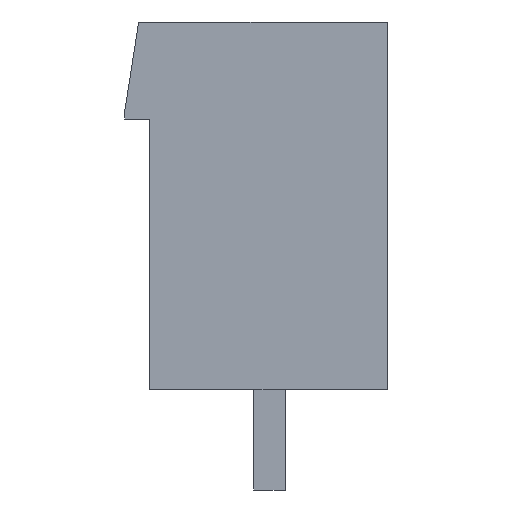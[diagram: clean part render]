
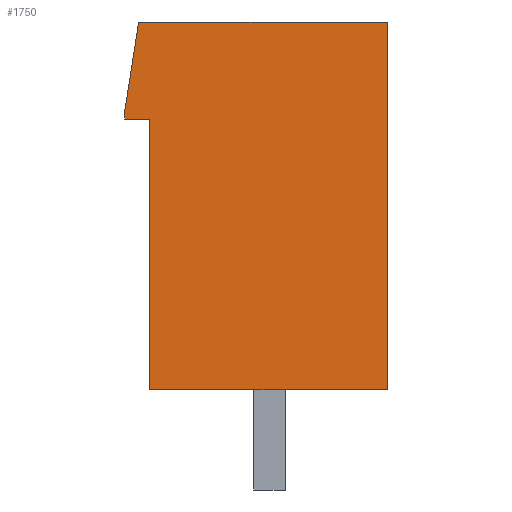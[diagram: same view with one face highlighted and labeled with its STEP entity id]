
A CAD part, left-side view. The second image highlights one B-rep face of the part: STEP entity #1750.
In plain terms, the highlighted planar face has unit normal (-1, 0, 0).
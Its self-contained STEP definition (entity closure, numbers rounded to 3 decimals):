
#1727=AXIS2_PLACEMENT_3D('Plane Axis2P3D',#1724,#1725,#1726) ;
#717=CARTESIAN_POINT('Vertex',(0.,7.95,14.95)) ;
#722=CARTESIAN_POINT('Line Origine',(0.,3.975,14.95)) ;
#726=CARTESIAN_POINT('Vertex',(0.,0.,14.95)) ;
#1429=CARTESIAN_POINT('Vertex',(0.,7.6,11.85)) ;
#1432=CARTESIAN_POINT('Line Origine',(0.,8.,11.85)) ;
#1436=CARTESIAN_POINT('Vertex',(0.,8.4,11.85)) ;
#1513=CARTESIAN_POINT('Vertex',(0.,7.6,3.2)) ;
#1516=CARTESIAN_POINT('Line Origine',(0.,7.6,7.525)) ;
#1697=CARTESIAN_POINT('Vertex',(0.,0.,3.2)) ;
#1700=CARTESIAN_POINT('Line Origine',(0.,3.8,3.2)) ;
#1712=CARTESIAN_POINT('Line Origine',(0.,0.,9.075)) ;
#1724=CARTESIAN_POINT('Axis2P3D Location',(0.,0.,-0.05)) ;
#1729=CARTESIAN_POINT('Line Origine',(0.,8.175,13.5)) ;
#1733=CARTESIAN_POINT('Vertex',(0.,8.4,12.05)) ;
#1736=CARTESIAN_POINT('Line Origine',(0.,8.4,11.95)) ;
#723=DIRECTION('Vector Direction',(0.,-1.,0.)) ;
#1433=DIRECTION('Vector Direction',(0.,-1.,0.)) ;
#1517=DIRECTION('Vector Direction',(0.,0.,-1.)) ;
#1701=DIRECTION('Vector Direction',(0.,-1.,0.)) ;
#1713=DIRECTION('Vector Direction',(0.,0.,-1.)) ;
#1725=DIRECTION('Axis2P3D Direction',(-1.,0.,0.)) ;
#1726=DIRECTION('Axis2P3D XDirection',(0.,0.,1.)) ;
#1730=DIRECTION('Vector Direction',(0.,0.153,-0.988)) ;
#1737=DIRECTION('Vector Direction',(0.,0.,1.)) ;
#724=VECTOR('Line Direction',#723,1.) ;
#1434=VECTOR('Line Direction',#1433,1.) ;
#1518=VECTOR('Line Direction',#1517,1.) ;
#1702=VECTOR('Line Direction',#1701,1.) ;
#1714=VECTOR('Line Direction',#1713,1.) ;
#1731=VECTOR('Line Direction',#1730,1.) ;
#1738=VECTOR('Line Direction',#1737,1.) ;
#1742=ORIENTED_EDGE('',*,*,#1438,.T.) ;
#1743=ORIENTED_EDGE('',*,*,#1520,.T.) ;
#1744=ORIENTED_EDGE('',*,*,#1704,.T.) ;
#1745=ORIENTED_EDGE('',*,*,#1716,.T.) ;
#1746=ORIENTED_EDGE('',*,*,#728,.T.) ;
#1747=ORIENTED_EDGE('',*,*,#1735,.T.) ;
#1748=ORIENTED_EDGE('',*,*,#1740,.T.) ;
#1750=ADVANCED_FACE('HOUSING',(#1749),#1728,.T.) ;
#728=EDGE_CURVE('',#727,#718,#725,.F.) ;
#1438=EDGE_CURVE('',#1437,#1430,#1435,.T.) ;
#1520=EDGE_CURVE('',#1430,#1514,#1519,.T.) ;
#1704=EDGE_CURVE('',#1514,#1698,#1703,.T.) ;
#1716=EDGE_CURVE('',#1698,#727,#1715,.F.) ;
#1735=EDGE_CURVE('',#718,#1734,#1732,.T.) ;
#1740=EDGE_CURVE('',#1734,#1437,#1739,.F.) ;
#1741=EDGE_LOOP('',(#1742,#1743,#1744,#1745,#1746,#1747,#1748)) ;
#1749=FACE_OUTER_BOUND('',#1741,.T.) ;
#725=LINE('Line',#722,#724) ;
#1435=LINE('Line',#1432,#1434) ;
#1519=LINE('Line',#1516,#1518) ;
#1703=LINE('Line',#1700,#1702) ;
#1715=LINE('Line',#1712,#1714) ;
#1732=LINE('Line',#1729,#1731) ;
#1739=LINE('Line',#1736,#1738) ;
#1728=PLANE('',#1727) ;
#718=VERTEX_POINT('',#717) ;
#727=VERTEX_POINT('',#726) ;
#1430=VERTEX_POINT('',#1429) ;
#1437=VERTEX_POINT('',#1436) ;
#1514=VERTEX_POINT('',#1513) ;
#1698=VERTEX_POINT('',#1697) ;
#1734=VERTEX_POINT('',#1733) ;
